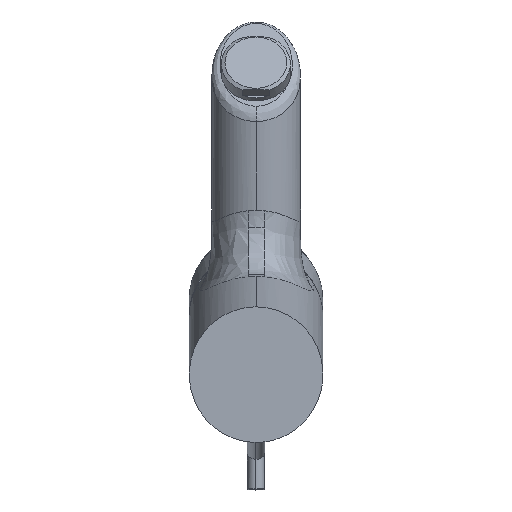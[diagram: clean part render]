
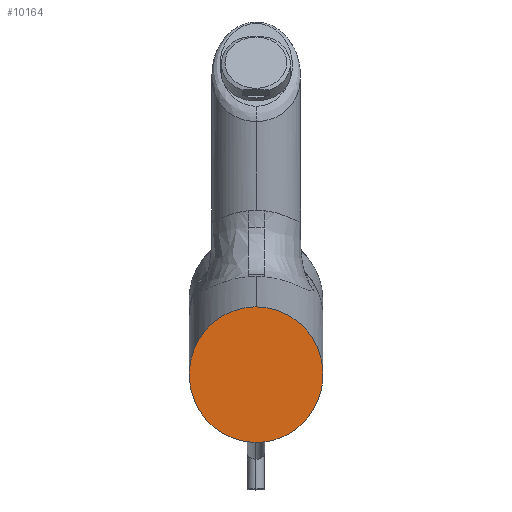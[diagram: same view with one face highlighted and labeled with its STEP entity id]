
A CAD part, front view. The second image highlights one B-rep face of the part: STEP entity #10164.
In plain terms, the highlighted planar face has unit normal (0, -1, 0).
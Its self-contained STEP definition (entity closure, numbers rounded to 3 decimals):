
#1470 = EDGE_CURVE ( 'NONE', #4323, #8823, #9594, .T. ) ;
#1480 = CARTESIAN_POINT ( 'NONE',  ( 46.581, 0., 23.66 ) ) ;
#1936 = CARTESIAN_POINT ( 'NONE',  ( -23.634, 0., -23.959 ) ) ;
#1984 = ORIENTED_EDGE ( 'NONE', *, *, #2104, .F. ) ;
#2104 = EDGE_CURVE ( 'NONE', #8823, #4323, #3773, .T. ) ;
#2115 = FACE_OUTER_BOUND ( 'NONE', #9135, .T. ) ;
#2288 = CARTESIAN_POINT ( 'NONE',  ( 0.081, 0., 23.66 ) ) ;
#2819 = CARTESIAN_POINT ( 'NONE',  ( 0.081, 0., -23.487 ) ) ;
#2869 = DIRECTION ( 'NONE',  ( -1., 0., 0. ) ) ;
#3260 = CARTESIAN_POINT ( 'NONE',  ( 46.581, 0., -23.487 ) ) ;
#3773 =( BOUNDED_CURVE ( )  B_SPLINE_CURVE ( 3, ( #2288, #1480, #3260, #9721 ),
 .UNSPECIFIED., .F., .T. ) 
 B_SPLINE_CURVE_WITH_KNOTS ( ( 4, 4 ),
 ( 0., 3.142 ),
 .UNSPECIFIED. ) 
 CURVE ( )  GEOMETRIC_REPRESENTATION_ITEM ( )  RATIONAL_B_SPLINE_CURVE ( ( 1., 0.333, 0.333, 1. ) ) 
 REPRESENTATION_ITEM ( '' )  );
#3889 = CARTESIAN_POINT ( 'NONE',  ( -46.419, 0., 23.66 ) ) ;
#4323 = VERTEX_POINT ( 'NONE', #2819 ) ;
#5624 = PLANE ( 'NONE',  #5926 ) ;
#5926 = AXIS2_PLACEMENT_3D ( 'NONE', #1936, #6633, #2869 ) ;
#6633 = DIRECTION ( 'NONE',  ( 0., -1., 0. ) ) ;
#8523 = CARTESIAN_POINT ( 'NONE',  ( -46.419, 0., -23.487 ) ) ;
#8600 = CARTESIAN_POINT ( 'NONE',  ( 0.081, 0., -23.487 ) ) ;
#8823 = VERTEX_POINT ( 'NONE', #9450 ) ;
#9135 = EDGE_LOOP ( 'NONE', ( #1984, #9362 ) ) ;
#9362 = ORIENTED_EDGE ( 'NONE', *, *, #1470, .F. ) ;
#9450 = CARTESIAN_POINT ( 'NONE',  ( 0.081, 0., 23.66 ) ) ;
#9594 =( BOUNDED_CURVE ( )  B_SPLINE_CURVE ( 3, ( #8600, #8523, #3889, #11187 ),
 .UNSPECIFIED., .F., .T. ) 
 B_SPLINE_CURVE_WITH_KNOTS ( ( 4, 4 ),
 ( 3.142, 6.283 ),
 .UNSPECIFIED. ) 
 CURVE ( )  GEOMETRIC_REPRESENTATION_ITEM ( )  RATIONAL_B_SPLINE_CURVE ( ( 1., 0.333, 0.333, 1. ) ) 
 REPRESENTATION_ITEM ( '' )  );
#9721 = CARTESIAN_POINT ( 'NONE',  ( 0.081, 0., -23.487 ) ) ;
#10164 = ADVANCED_FACE ( 'NONE', ( #2115 ), #5624, .T. ) ;
#11187 = CARTESIAN_POINT ( 'NONE',  ( 0.081, 0., 23.66 ) ) ;
